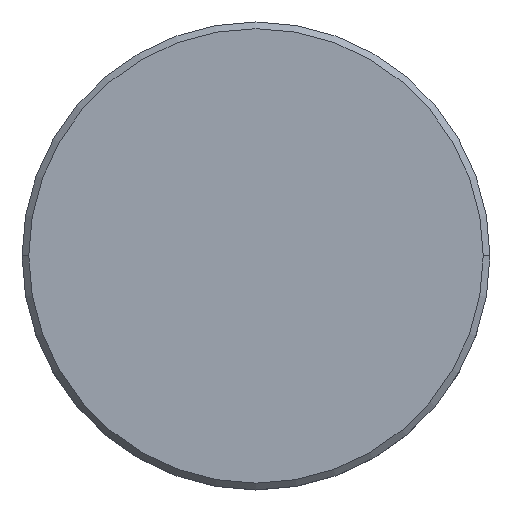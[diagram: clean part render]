
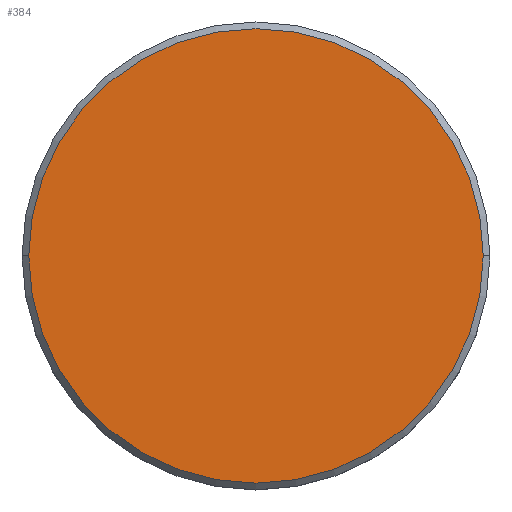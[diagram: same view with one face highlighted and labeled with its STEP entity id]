
A CAD part, top view. The second image highlights one B-rep face of the part: STEP entity #384.
In plain terms, the highlighted planar face has unit normal (0, 0, 1).
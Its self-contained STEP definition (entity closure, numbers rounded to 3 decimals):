
#135 = EDGE_CURVE ( 'NONE', #661, #1094, #634, .T. ) ;
#177 = DIRECTION ( 'NONE',  ( 1., 0., 0. ) ) ;
#298 = DIRECTION ( 'NONE',  ( 0., 0., 1. ) ) ;
#301 = EDGE_LOOP ( 'NONE', ( #697, #925 ) ) ;
#303 = AXIS2_PLACEMENT_3D ( 'NONE', #576, #298, #387 ) ;
#351 = CARTESIAN_POINT ( 'NONE',  ( 0., 0., 0. ) ) ;
#384 = ADVANCED_FACE ( 'NONE', ( #481 ), #945, .T. ) ;
#387 = DIRECTION ( 'NONE',  ( 1., 0., 0. ) ) ;
#437 = CARTESIAN_POINT ( 'NONE',  ( 0., 0., 0. ) ) ;
#481 = FACE_OUTER_BOUND ( 'NONE', #301, .T. ) ;
#523 = DIRECTION ( 'NONE',  ( 0., 0., 1. ) ) ;
#540 = DIRECTION ( 'NONE',  ( 1., 0., 0. ) ) ;
#553 = CIRCLE ( 'NONE', #636, 17. ) ;
#576 = CARTESIAN_POINT ( 'NONE',  ( 0., 0., 0. ) ) ;
#630 = EDGE_CURVE ( 'NONE', #1094, #661, #553, .T. ) ;
#634 = CIRCLE ( 'NONE', #923, 17. ) ;
#636 = AXIS2_PLACEMENT_3D ( 'NONE', #437, #523, #540 ) ;
#640 = CARTESIAN_POINT ( 'NONE',  ( -17., 0., 0. ) ) ;
#661 = VERTEX_POINT ( 'NONE', #640 ) ;
#697 = ORIENTED_EDGE ( 'NONE', *, *, #135, .T. ) ;
#923 = AXIS2_PLACEMENT_3D ( 'NONE', #351, #1076, #177 ) ;
#925 = ORIENTED_EDGE ( 'NONE', *, *, #630, .T. ) ;
#945 = PLANE ( 'NONE',  #303 ) ;
#1056 = CARTESIAN_POINT ( 'NONE',  ( 17., 0., 0. ) ) ;
#1076 = DIRECTION ( 'NONE',  ( 0., 0., 1. ) ) ;
#1094 = VERTEX_POINT ( 'NONE', #1056 ) ;
